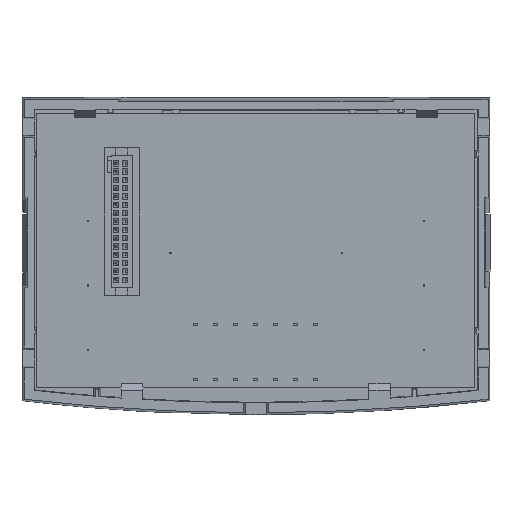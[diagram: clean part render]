
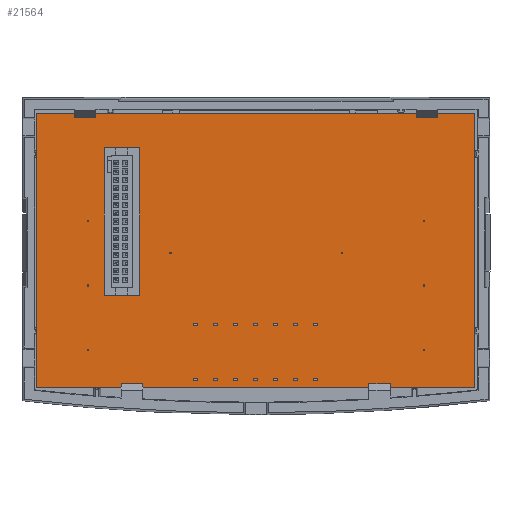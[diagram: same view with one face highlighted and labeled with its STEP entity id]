
A CAD part, front view. The second image highlights one B-rep face of the part: STEP entity #21564.
In plain terms, the highlighted planar face has unit normal (0, -1, 0).
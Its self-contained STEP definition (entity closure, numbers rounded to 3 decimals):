
#20714=DIRECTION('',(0.,0.,-1.));
#20715=VECTOR('',#20714,41.02);
#20716=CARTESIAN_POINT('',(-33.07,12.312,7.87));
#20717=LINE('',#20716,#20715);
#20721=DIRECTION('',(-1.,0.,0.));
#20722=VECTOR('',#20721,65.47);
#20723=CARTESIAN_POINT('',(32.4,12.312,7.87));
#20724=LINE('',#20723,#20722);
#20728=DIRECTION('',(0.,0.,1.));
#20729=VECTOR('',#20728,41.02);
#20730=CARTESIAN_POINT('',(32.4,12.312,-33.15));
#20731=LINE('',#20730,#20729);
#20735=DIRECTION('',(1.,0.,0.));
#20736=VECTOR('',#20735,65.47);
#20737=CARTESIAN_POINT('',(-33.07,12.312,-33.15));
#20738=LINE('',#20737,#20736);
#20742=CARTESIAN_POINT('',(-20.37,12.312,2.19));
#20743=DIRECTION('',(0.,1.,0.));
#20744=DIRECTION('',(0.,0.,1.));
#20745=AXIS2_PLACEMENT_3D('',#20742,#20743,#20744);
#20750=CARTESIAN_POINT('',(-20.37,12.312,2.19));
#20751=DIRECTION('',(0.,1.,0.));
#20752=DIRECTION('',(0.,0.,-1.));
#20753=AXIS2_PLACEMENT_3D('',#20750,#20751,#20752);
#20758=CARTESIAN_POINT('',(-20.37,12.312,-18.76));
#20759=DIRECTION('',(0.,1.,0.));
#20760=DIRECTION('',(0.,0.,1.));
#20761=AXIS2_PLACEMENT_3D('',#20758,#20759,#20760);
#20766=CARTESIAN_POINT('',(-20.37,12.312,-18.76));
#20767=DIRECTION('',(0.,1.,0.));
#20768=DIRECTION('',(0.,0.,-1.));
#20769=AXIS2_PLACEMENT_3D('',#20766,#20767,#20768);
#20774=CARTESIAN_POINT('',(24.777,12.312,-17.846));
#20775=DIRECTION('',(0.,1.,0.));
#20776=DIRECTION('',(0.,0.,-1.));
#20777=AXIS2_PLACEMENT_3D('',#20774,#20775,#20776);
#20782=CARTESIAN_POINT('',(24.777,12.312,-17.846));
#20783=DIRECTION('',(0.,1.,0.));
#20784=DIRECTION('',(0.,0.,1.));
#20785=AXIS2_PLACEMENT_3D('',#20782,#20783,#20784);
#20790=CARTESIAN_POINT('',(24.777,12.312,-8.194));
#20791=DIRECTION('',(0.,1.,0.));
#20792=DIRECTION('',(0.,0.,-1.));
#20793=AXIS2_PLACEMENT_3D('',#20790,#20791,#20792);
#20798=CARTESIAN_POINT('',(24.777,12.312,-8.194));
#20799=DIRECTION('',(0.,1.,0.));
#20800=DIRECTION('',(0.,0.,1.));
#20801=AXIS2_PLACEMENT_3D('',#20798,#20799,#20800);
#20806=CARTESIAN_POINT('',(-25.45,12.312,-27.5));
#20807=DIRECTION('',(0.,1.,0.));
#20808=DIRECTION('',(0.,0.,-1.));
#20809=AXIS2_PLACEMENT_3D('',#20806,#20807,#20808);
#20814=CARTESIAN_POINT('',(-25.45,12.312,-27.5));
#20815=DIRECTION('',(0.,1.,0.));
#20816=DIRECTION('',(0.,0.,1.));
#20817=AXIS2_PLACEMENT_3D('',#20814,#20815,#20816);
#20822=CARTESIAN_POINT('',(-25.45,12.312,-8.196));
#20823=DIRECTION('',(0.,1.,0.));
#20824=DIRECTION('',(0.,0.,-1.));
#20825=AXIS2_PLACEMENT_3D('',#20822,#20823,#20824);
#20830=CARTESIAN_POINT('',(-25.45,12.312,-8.196));
#20831=DIRECTION('',(0.,1.,0.));
#20832=DIRECTION('',(0.,0.,1.));
#20833=AXIS2_PLACEMENT_3D('',#20830,#20831,#20832);
#20838=CARTESIAN_POINT('',(-25.45,12.312,-17.848));
#20839=DIRECTION('',(0.,1.,0.));
#20840=DIRECTION('',(0.,0.,-1.));
#20841=AXIS2_PLACEMENT_3D('',#20838,#20839,#20840);
#20846=CARTESIAN_POINT('',(-25.45,12.312,-17.848));
#20847=DIRECTION('',(0.,1.,0.));
#20848=DIRECTION('',(0.,0.,1.));
#20849=AXIS2_PLACEMENT_3D('',#20846,#20847,#20848);
#20854=CARTESIAN_POINT('',(-13.09,12.312,-13.02));
#20855=DIRECTION('',(0.,1.,0.));
#20856=DIRECTION('',(0.,0.,-1.));
#20857=AXIS2_PLACEMENT_3D('',#20854,#20855,#20856);
#20862=CARTESIAN_POINT('',(-13.09,12.312,-13.02));
#20863=DIRECTION('',(0.,1.,0.));
#20864=DIRECTION('',(0.,0.,1.));
#20865=AXIS2_PLACEMENT_3D('',#20862,#20863,#20864);
#20870=CARTESIAN_POINT('',(12.52,12.312,-13.02));
#20871=DIRECTION('',(0.,1.,0.));
#20872=DIRECTION('',(0.,0.,-1.));
#20873=AXIS2_PLACEMENT_3D('',#20870,#20871,#20872);
#20878=CARTESIAN_POINT('',(12.52,12.312,-13.02));
#20879=DIRECTION('',(0.,1.,0.));
#20880=DIRECTION('',(0.,0.,1.));
#20881=AXIS2_PLACEMENT_3D('',#20878,#20879,#20880);
#20886=CARTESIAN_POINT('',(24.777,12.312,-27.498));
#20887=DIRECTION('',(0.,1.,0.));
#20888=DIRECTION('',(0.,0.,-1.));
#20889=AXIS2_PLACEMENT_3D('',#20886,#20887,#20888);
#20894=CARTESIAN_POINT('',(24.777,12.312,-27.498));
#20895=DIRECTION('',(0.,1.,0.));
#20896=DIRECTION('',(0.,0.,1.));
#20897=AXIS2_PLACEMENT_3D('',#20894,#20895,#20896);
#21174=CARTESIAN_POINT('',(32.4,12.312,-33.15));
#21176=VERTEX_POINT('',#21174);
#21186=CARTESIAN_POINT('',(32.4,12.312,7.87));
#21188=VERTEX_POINT('',#21186);
#21198=CARTESIAN_POINT('',(-20.37,12.312,-19.26));
#21199=CARTESIAN_POINT('',(-20.37,12.312,-18.26));
#21200=VERTEX_POINT('',#21198);
#21201=VERTEX_POINT('',#21199);
#21202=CARTESIAN_POINT('',(24.777,12.312,-8.094));
#21204=VERTEX_POINT('',#21202);
#21207=CARTESIAN_POINT('',(-20.37,12.312,2.69));
#21209=VERTEX_POINT('',#21207);
#21210=CARTESIAN_POINT('',(-33.07,12.312,-33.15));
#21212=VERTEX_POINT('',#21210);
#21218=CARTESIAN_POINT('',(12.52,12.312,-13.12));
#21219=CARTESIAN_POINT('',(12.52,12.312,-12.92));
#21220=VERTEX_POINT('',#21218);
#21221=VERTEX_POINT('',#21219);
#21238=CARTESIAN_POINT('',(-33.07,12.312,7.87));
#21239=VERTEX_POINT('',#21238);
#21240=CARTESIAN_POINT('',(-25.45,12.312,-17.948));
#21241=VERTEX_POINT('',#21240);
#21246=CARTESIAN_POINT('',(-20.37,12.312,1.69));
#21247=VERTEX_POINT('',#21246);
#21248=CARTESIAN_POINT('',(-25.45,12.312,-17.748));
#21249=VERTEX_POINT('',#21248);
#21254=CARTESIAN_POINT('',(-25.45,12.312,-27.6));
#21255=CARTESIAN_POINT('',(-25.45,12.312,-27.4));
#21256=VERTEX_POINT('',#21254);
#21257=VERTEX_POINT('',#21255);
#21268=CARTESIAN_POINT('',(-13.09,12.312,-13.12));
#21269=CARTESIAN_POINT('',(-13.09,12.312,-12.92));
#21270=VERTEX_POINT('',#21268);
#21271=VERTEX_POINT('',#21269);
#21282=CARTESIAN_POINT('',(24.777,12.312,-17.746));
#21283=CARTESIAN_POINT('',(24.777,12.312,-17.946));
#21284=VERTEX_POINT('',#21282);
#21285=VERTEX_POINT('',#21283);
#21286=CARTESIAN_POINT('',(-25.45,12.312,-8.096));
#21287=CARTESIAN_POINT('',(-25.45,12.312,-8.296));
#21288=VERTEX_POINT('',#21286);
#21289=VERTEX_POINT('',#21287);
#21292=CARTESIAN_POINT('',(24.777,12.312,-8.294));
#21293=VERTEX_POINT('',#21292);
#21294=CARTESIAN_POINT('',(24.777,12.312,-27.598));
#21295=CARTESIAN_POINT('',(24.777,12.312,-27.398));
#21296=VERTEX_POINT('',#21294);
#21297=VERTEX_POINT('',#21295);
#21490=CARTESIAN_POINT('',(-33.07,12.312,7.87));
#21491=DIRECTION('',(0.,1.,0.));
#21492=DIRECTION('',(0.,0.,1.));
#21493=AXIS2_PLACEMENT_3D('',#21490,#21491,#21492);
#21494=PLANE('',#21493);
#21495=ORIENTED_EDGE('',*,*,#21473,.F.);
#21497=ORIENTED_EDGE('',*,*,#21496,.F.);
#21499=ORIENTED_EDGE('',*,*,#21498,.F.);
#21501=ORIENTED_EDGE('',*,*,#21500,.F.);
#21502=EDGE_LOOP('',(#21495,#21497,#21499,#21501));
#21503=FACE_OUTER_BOUND('',#21502,.F.);
#21505=ORIENTED_EDGE('',*,*,#21504,.F.);
#21507=ORIENTED_EDGE('',*,*,#21506,.F.);
#21508=EDGE_LOOP('',(#21505,#21507));
#21509=FACE_BOUND('',#21508,.F.);
#21511=ORIENTED_EDGE('',*,*,#21510,.F.);
#21513=ORIENTED_EDGE('',*,*,#21512,.F.);
#21514=EDGE_LOOP('',(#21511,#21513));
#21515=FACE_BOUND('',#21514,.F.);
#21517=ORIENTED_EDGE('',*,*,#21516,.F.);
#21519=ORIENTED_EDGE('',*,*,#21518,.F.);
#21520=EDGE_LOOP('',(#21517,#21519));
#21521=FACE_BOUND('',#21520,.F.);
#21523=ORIENTED_EDGE('',*,*,#21522,.F.);
#21525=ORIENTED_EDGE('',*,*,#21524,.F.);
#21526=EDGE_LOOP('',(#21523,#21525));
#21527=FACE_BOUND('',#21526,.F.);
#21529=ORIENTED_EDGE('',*,*,#21528,.F.);
#21531=ORIENTED_EDGE('',*,*,#21530,.F.);
#21532=EDGE_LOOP('',(#21529,#21531));
#21533=FACE_BOUND('',#21532,.F.);
#21535=ORIENTED_EDGE('',*,*,#21534,.F.);
#21537=ORIENTED_EDGE('',*,*,#21536,.F.);
#21538=EDGE_LOOP('',(#21535,#21537));
#21539=FACE_BOUND('',#21538,.F.);
#21541=ORIENTED_EDGE('',*,*,#21540,.F.);
#21543=ORIENTED_EDGE('',*,*,#21542,.F.);
#21544=EDGE_LOOP('',(#21541,#21543));
#21545=FACE_BOUND('',#21544,.F.);
#21547=ORIENTED_EDGE('',*,*,#21546,.F.);
#21549=ORIENTED_EDGE('',*,*,#21548,.F.);
#21550=EDGE_LOOP('',(#21547,#21549));
#21551=FACE_BOUND('',#21550,.F.);
#21553=ORIENTED_EDGE('',*,*,#21552,.F.);
#21555=ORIENTED_EDGE('',*,*,#21554,.F.);
#21556=EDGE_LOOP('',(#21553,#21555));
#21557=FACE_BOUND('',#21556,.F.);
#21559=ORIENTED_EDGE('',*,*,#21558,.F.);
#21561=ORIENTED_EDGE('',*,*,#21560,.F.);
#21562=EDGE_LOOP('',(#21559,#21561));
#21563=FACE_BOUND('',#21562,.F.);
#20746=CIRCLE('',#20745,0.5);
#20754=CIRCLE('',#20753,0.5);
#20762=CIRCLE('',#20761,0.5);
#20770=CIRCLE('',#20769,0.5);
#20778=CIRCLE('',#20777,0.1);
#20786=CIRCLE('',#20785,0.1);
#20794=CIRCLE('',#20793,0.1);
#20802=CIRCLE('',#20801,0.1);
#20810=CIRCLE('',#20809,0.1);
#20818=CIRCLE('',#20817,0.1);
#20826=CIRCLE('',#20825,0.1);
#20834=CIRCLE('',#20833,0.1);
#20842=CIRCLE('',#20841,0.1);
#20850=CIRCLE('',#20849,0.1);
#20858=CIRCLE('',#20857,0.1);
#20866=CIRCLE('',#20865,0.1);
#20874=CIRCLE('',#20873,0.1);
#20882=CIRCLE('',#20881,0.1);
#20890=CIRCLE('',#20889,0.1);
#20898=CIRCLE('',#20897,0.1);
#21473=EDGE_CURVE('',#21239,#21212,#20717,.T.);
#21496=EDGE_CURVE('',#21188,#21239,#20724,.T.);
#21498=EDGE_CURVE('',#21176,#21188,#20731,.T.);
#21500=EDGE_CURVE('',#21212,#21176,#20738,.T.);
#21504=EDGE_CURVE('',#21209,#21247,#20746,.T.);
#21506=EDGE_CURVE('',#21247,#21209,#20754,.T.);
#21510=EDGE_CURVE('',#21201,#21200,#20762,.T.);
#21512=EDGE_CURVE('',#21200,#21201,#20770,.T.);
#21516=EDGE_CURVE('',#21285,#21284,#20778,.T.);
#21518=EDGE_CURVE('',#21284,#21285,#20786,.T.);
#21522=EDGE_CURVE('',#21293,#21204,#20794,.T.);
#21524=EDGE_CURVE('',#21204,#21293,#20802,.T.);
#21528=EDGE_CURVE('',#21256,#21257,#20810,.T.);
#21530=EDGE_CURVE('',#21257,#21256,#20818,.T.);
#21534=EDGE_CURVE('',#21289,#21288,#20826,.T.);
#21536=EDGE_CURVE('',#21288,#21289,#20834,.T.);
#21540=EDGE_CURVE('',#21241,#21249,#20842,.T.);
#21542=EDGE_CURVE('',#21249,#21241,#20850,.T.);
#21546=EDGE_CURVE('',#21270,#21271,#20858,.T.);
#21548=EDGE_CURVE('',#21271,#21270,#20866,.T.);
#21552=EDGE_CURVE('',#21220,#21221,#20874,.T.);
#21554=EDGE_CURVE('',#21221,#21220,#20882,.T.);
#21558=EDGE_CURVE('',#21296,#21297,#20890,.T.);
#21560=EDGE_CURVE('',#21297,#21296,#20898,.T.);
#21564=ADVANCED_FACE('',(#21503,#21509,#21515,#21521,#21527,#21533,#21539,
#21545,#21551,#21557,#21563),#21494,.F.);
